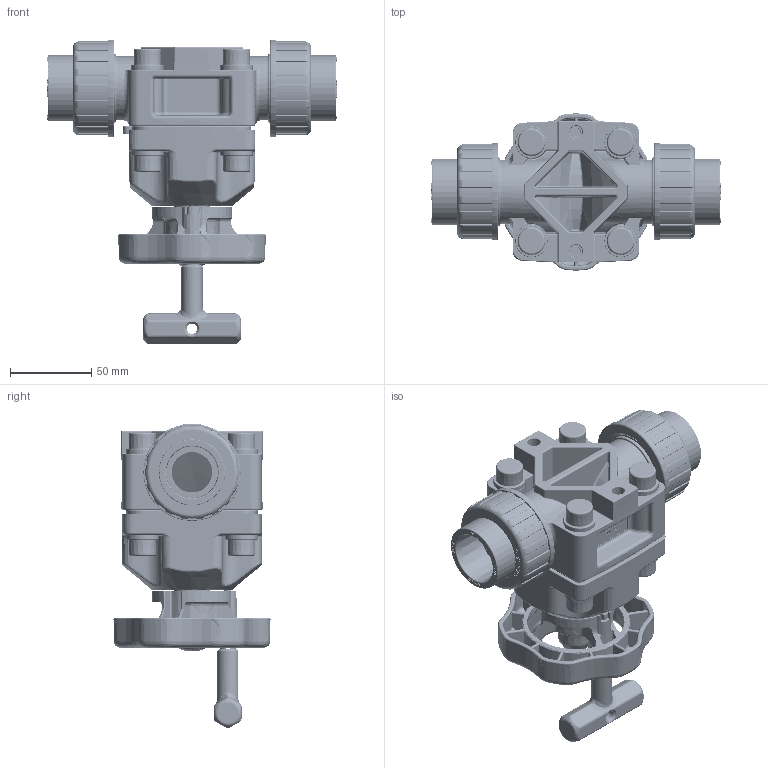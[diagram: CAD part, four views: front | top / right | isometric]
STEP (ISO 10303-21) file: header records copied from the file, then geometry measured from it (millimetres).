
FILE_DESCRIPTION(/* description */ (''),/* implementation_level */ '2;1');
FILE_NAME(/* name */ '32隔膜阀.stp',/* time_stamp */ '2024-10-08T10:42:34+08:00',/* author */ (''),/* organization */ (''),/* preprocessor_version */ 'ST-DEVELOPER v16',/* originating_system */ 'SIEMENS PLM Software NX 10.0',/* authorisation */ '');
FILE_SCHEMA (('AUTOMOTIVE_DESIGN { 1 0 10303 214 3 1 1 1 }'));
Products named in the file (1): gelv0F8C99C70i4p
Bounding box: 178.6 x 96.91 x 187.93 mm (x, y, z)
Volume: 523460.8 mm3; surface area: 259704.5 mm2
Topology: 50 solids, 52 shells, 6797 faces, 17889 edges, 11264 vertices
Faces by surface type: plane 3732, bspline 1101, cylinder 961, torus 492, cone 224, extrusion 148, sphere 130, revolution 9
Full cylindrical faces by diameter (mm): 1.635 x2, 1.655 x1, 1.962 x2, 2.18 x2, 2.255 x1, 2.616 x2, 4.2 x1, 4.4 x16, 5.6 x7, 6 x4, 6.1 x1, 6.303 x1, 7 x4, 8 x8, 8.4 x12, 9.2 x12, 10.3 x1, 11.3 x5, 14 x4, 15.5 x8, 17 x1, 18.5 x1, 20.4 x1, 21 x1, 24.9 x2, 30 x2, 34 x2, 39.6 x2, 40.9 x2, 41.1 x2
Entity records: 293672 total; most frequent: CARTESIAN_POINT 137410, ORIENTED_EDGE 33956, DIRECTION 29140, EDGE_CURVE 16978, VERTEX_POINT 11013, VECTOR 10443, LINE 10295, AXIS2_PLACEMENT_3D 9344
